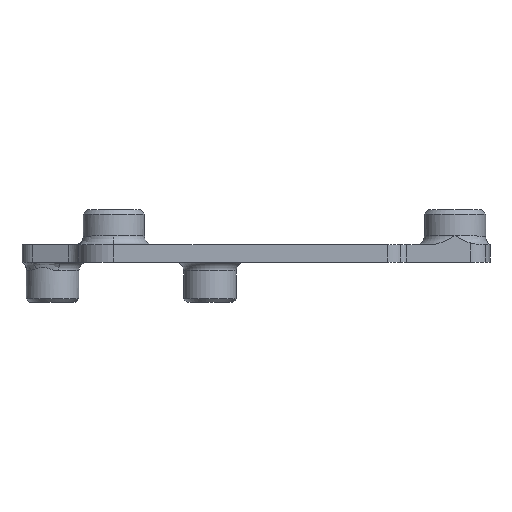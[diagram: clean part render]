
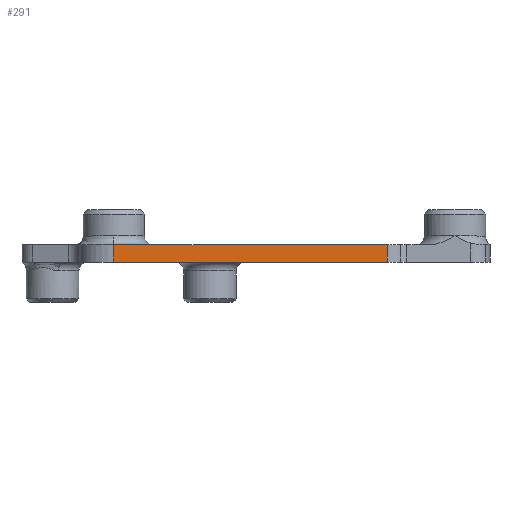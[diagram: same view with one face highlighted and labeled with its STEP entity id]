
A CAD part, front view. The second image highlights one B-rep face of the part: STEP entity #291.
In plain terms, the highlighted planar face has unit normal (0, -1, 0).
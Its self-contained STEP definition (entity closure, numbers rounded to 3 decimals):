
#211=FACE_OUTER_BOUND('',#692,.T.);
#291=ADVANCED_FACE('',(#211),#402,.F.);
#402=PLANE('',#1985);
#429=LINE('',#2654,#505);
#448=LINE('',#2745,#524);
#458=LINE('',#3002,#534);
#459=LINE('',#3003,#535);
#505=VECTOR('',#2151,1.);
#524=VECTOR('',#2228,1.);
#534=VECTOR('',#2294,1.);
#535=VECTOR('',#2295,1.);
#692=EDGE_LOOP('',(#950,#951,#952,#953));
#950=ORIENTED_EDGE('',*,*,#1597,.T.);
#951=ORIENTED_EDGE('',*,*,#1644,.T.);
#952=ORIENTED_EDGE('',*,*,#1552,.F.);
#953=ORIENTED_EDGE('',*,*,#1645,.T.);
#1372=VERTEX_POINT('',#2653);
#1373=VERTEX_POINT('',#2655);
#1415=VERTEX_POINT('',#2744);
#1416=VERTEX_POINT('',#2746);
#1552=EDGE_CURVE('',#1372,#1373,#429,.T.);
#1597=EDGE_CURVE('',#1416,#1415,#448,.T.);
#1644=EDGE_CURVE('',#1415,#1373,#458,.T.);
#1645=EDGE_CURVE('',#1372,#1416,#459,.T.);
#1985=AXIS2_PLACEMENT_3D('',#3004,#2296,#2297);
#2151=DIRECTION('',(1.,0.,0.));
#2228=DIRECTION('',(1.,0.,0.));
#2294=DIRECTION('',(0.,0.,1.));
#2295=DIRECTION('',(0.,0.,-1.));
#2296=DIRECTION('',(0.,1.,0.));
#2297=DIRECTION('',(-1.,0.,0.));
#2653=CARTESIAN_POINT('',(-61.,-18.5,2.));
#2654=CARTESIAN_POINT('',(-61.,-18.5,2.));
#2655=CARTESIAN_POINT('',(-29.732,-18.5,2.));
#2744=CARTESIAN_POINT('',(-29.732,-18.5,0.));
#2745=CARTESIAN_POINT('',(-61.,-18.5,0.));
#2746=CARTESIAN_POINT('',(-61.,-18.5,0.));
#3002=CARTESIAN_POINT('',(-29.732,-18.5,2.));
#3003=CARTESIAN_POINT('',(-61.,-18.5,2.));
#3004=CARTESIAN_POINT('',(-61.,-18.5,2.));
